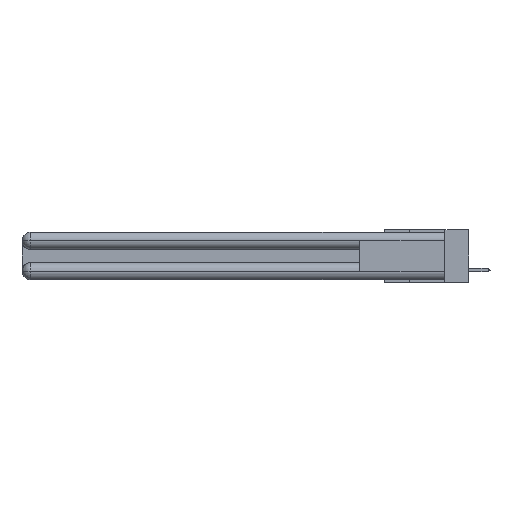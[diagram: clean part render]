
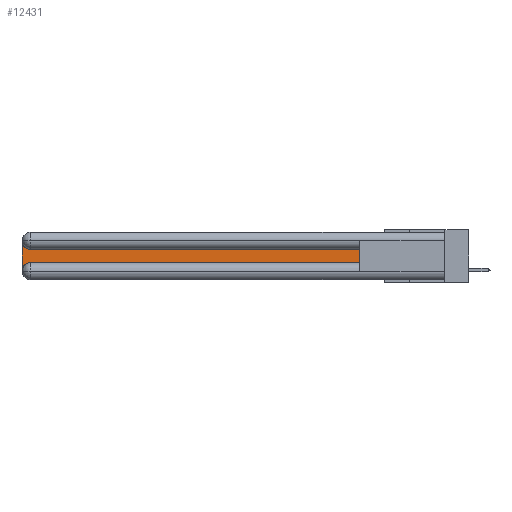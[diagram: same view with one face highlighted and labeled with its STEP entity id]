
A CAD part, left-side view. The second image highlights one B-rep face of the part: STEP entity #12431.
In plain terms, the highlighted planar face has unit normal (-1, 0, 0).
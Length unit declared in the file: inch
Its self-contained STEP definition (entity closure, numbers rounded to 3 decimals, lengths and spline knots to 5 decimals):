
#177 = AXIS2_PLACEMENT_3D ( 'NONE', #22075, #21691, #17280 ) ;
#1681 = ORIENTED_EDGE ( 'NONE', *, *, #27618, .T. ) ;
#2018 = VECTOR ( 'NONE', #22618, 39.37008 ) ;
#2260 = DIRECTION ( 'NONE',  ( 0., 0., -1. ) ) ;
#3306 = AXIS2_PLACEMENT_3D ( 'NONE', #29700, #25173, #11384 ) ;
#4327 = CARTESIAN_POINT ( 'NONE',  ( 0.075, 2.94, -0.0625 ) ) ;
#4742 = EDGE_CURVE ( 'NONE', #13998, #23260, #28248, .T. ) ;
#5967 = ORIENTED_EDGE ( 'NONE', *, *, #4742, .T. ) ;
#7678 = LINE ( 'NONE', #13335, #2018 ) ;
#8117 = PLANE ( 'NONE',  #177 ) ;
#8241 = DIRECTION ( 'NONE',  ( 0., 0., -1. ) ) ;
#8350 = CARTESIAN_POINT ( 'NONE',  ( 0.075, 0.6, -0.1225 ) ) ;
#8551 = CARTESIAN_POINT ( 'NONE',  ( 0.075, 2.94, -0.1225 ) ) ;
#8570 = CARTESIAN_POINT ( 'NONE',  ( 0.075, 0.6, -0.2175 ) ) ;
#8801 = VECTOR ( 'NONE', #8241, 39.37008 ) ;
#10859 = LINE ( 'NONE', #28877, #24532 ) ;
#11086 = VERTEX_POINT ( 'NONE', #8350 ) ;
#11384 = DIRECTION ( 'NONE',  ( 0., 0., -1. ) ) ;
#11410 = ORIENTED_EDGE ( 'NONE', *, *, #24480, .T. ) ;
#11982 = VERTEX_POINT ( 'NONE', #16247 ) ;
#12431 = ADVANCED_FACE ( 'NONE', ( #19197 ), #8117, .F. ) ;
#12503 = CIRCLE ( 'NONE', #3306, 0.06 ) ;
#13205 = VERTEX_POINT ( 'NONE', #8551 ) ;
#13255 = ORIENTED_EDGE ( 'NONE', *, *, #21742, .T. ) ;
#13335 = CARTESIAN_POINT ( 'NONE',  ( 0.075, 0.6, -0.2175 ) ) ;
#13998 = VERTEX_POINT ( 'NONE', #20331 ) ;
#14195 = LINE ( 'NONE', #24409, #8801 ) ;
#15065 = DIRECTION ( 'NONE',  ( 0., 1., 0. ) ) ;
#16247 = CARTESIAN_POINT ( 'NONE',  ( 0.075, 3., -0.2775 ) ) ;
#17280 = DIRECTION ( 'NONE',  ( 0., 0., -1. ) ) ;
#18286 = CARTESIAN_POINT ( 'NONE',  ( 0.075, 3., -0.0625 ) ) ;
#18288 = EDGE_LOOP ( 'NONE', ( #13255, #27373, #11410, #1681, #5967, #22027 ) ) ;
#19197 = FACE_OUTER_BOUND ( 'NONE', #18288, .T. ) ;
#19468 = AXIS2_PLACEMENT_3D ( 'NONE', #4327, #25272, #2260 ) ;
#20331 = CARTESIAN_POINT ( 'NONE',  ( 0.075, 2.94, -0.2175 ) ) ;
#20789 = EDGE_CURVE ( 'NONE', #13205, #21982, #25361, .T. ) ;
#21183 = EDGE_CURVE ( 'NONE', #23260, #11086, #7678, .T. ) ;
#21691 = DIRECTION ( 'NONE',  ( 1., 0., 0. ) ) ;
#21742 = EDGE_CURVE ( 'NONE', #11086, #13205, #10859, .T. ) ;
#21982 = VERTEX_POINT ( 'NONE', #18286 ) ;
#22027 = ORIENTED_EDGE ( 'NONE', *, *, #21183, .T. ) ;
#22075 = CARTESIAN_POINT ( 'NONE',  ( 0.075, 3., -0.1225 ) ) ;
#22618 = DIRECTION ( 'NONE',  ( 0., 0., 1. ) ) ;
#23260 = VERTEX_POINT ( 'NONE', #28848 ) ;
#24409 = CARTESIAN_POINT ( 'NONE',  ( 0.075, 3., -0.2175 ) ) ;
#24480 = EDGE_CURVE ( 'NONE', #21982, #11982, #14195, .T. ) ;
#24532 = VECTOR ( 'NONE', #15065, 39.37008 ) ;
#25173 = DIRECTION ( 'NONE',  ( 1., 0., 0. ) ) ;
#25272 = DIRECTION ( 'NONE',  ( 1., 0., 0. ) ) ;
#25361 = CIRCLE ( 'NONE', #19468, 0.06 ) ;
#27373 = ORIENTED_EDGE ( 'NONE', *, *, #20789, .T. ) ;
#27618 = EDGE_CURVE ( 'NONE', #11982, #13998, #12503, .T. ) ;
#28248 = LINE ( 'NONE', #8570, #29665 ) ;
#28848 = CARTESIAN_POINT ( 'NONE',  ( 0.075, 0.6, -0.2175 ) ) ;
#28877 = CARTESIAN_POINT ( 'NONE',  ( 0.075, 0.6, -0.1225 ) ) ;
#29204 = DIRECTION ( 'NONE',  ( 0., -1., 0. ) ) ;
#29665 = VECTOR ( 'NONE', #29204, 39.37008 ) ;
#29700 = CARTESIAN_POINT ( 'NONE',  ( 0.075, 2.94, -0.2775 ) ) ;
